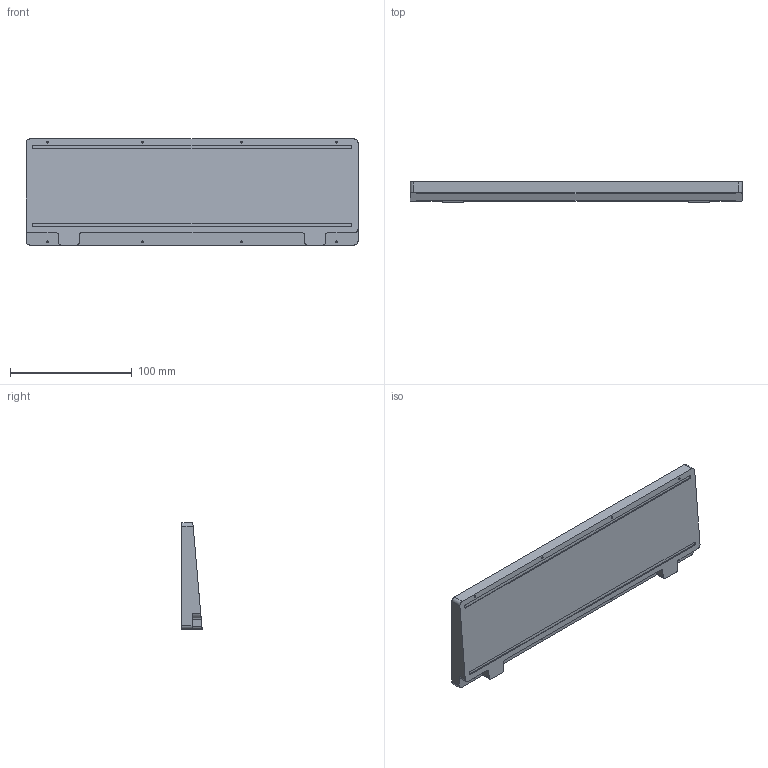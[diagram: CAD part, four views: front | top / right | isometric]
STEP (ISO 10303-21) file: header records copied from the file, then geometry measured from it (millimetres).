
FILE_DESCRIPTION(/* description */ (''),/* implementation_level */ '2;1');
FILE_NAME(/* name */ '~40% bottom.step',/* time_stamp */ '2020-06-29T16:26:15+02:00',/* author */ (''),/* organization */ (''),/* preprocessor_version */ 'ST-DEVELOPER v18.1',/* originating_system */ 'Autodesk Translation Framework v9.3.0.1241',/* authorisation */ '');
FILE_SCHEMA (('AUTOMOTIVE_DESIGN { 1 0 10303 214 3 1 1 }'));
Length unit declared in the file: millimetre
Products named in the file (1): FusionComponent
Bounding box: 272.89 x 16.62 x 87.15 mm (x, y, z)
Volume: 160404.8 mm3; surface area: 63078.3 mm2
Topology: 1 solids, 1 shells, 122 faces, 324 edges, 216 vertices
Faces by surface type: plane 64, cylinder 58
Full cylindrical faces by diameter (mm): 1.623 x8
Entity records: 3900 total; most frequent: DIRECTION 686, CARTESIAN_POINT 663, ORIENTED_EDGE 648, EDGE_CURVE 324, AXIS2_PLACEMENT_3D 239, VERTEX_POINT 216, LINE 208, VECTOR 208
